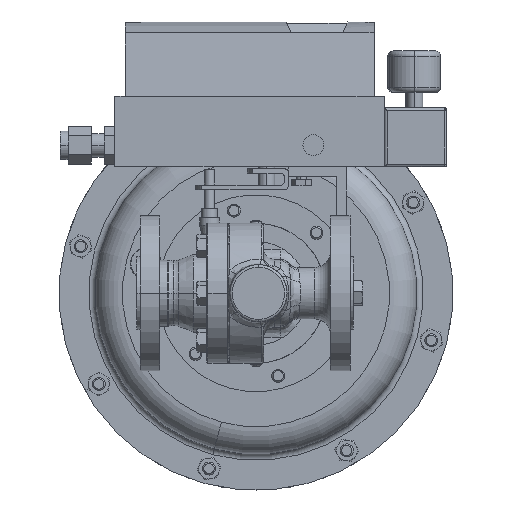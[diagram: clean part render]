
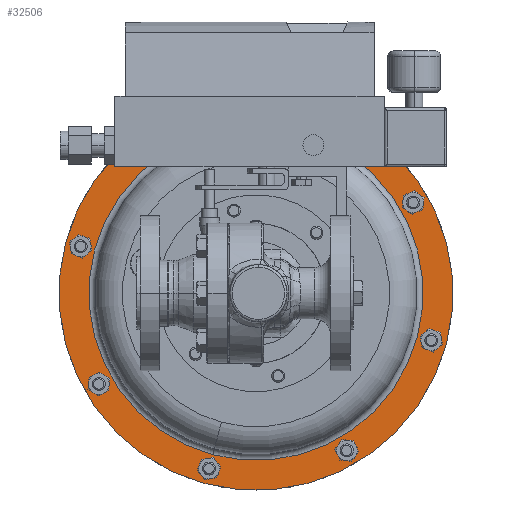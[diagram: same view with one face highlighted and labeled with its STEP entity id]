
A CAD part, front view. The second image highlights one B-rep face of the part: STEP entity #32506.
In plain terms, the highlighted planar face has unit normal (0, -1, 0).
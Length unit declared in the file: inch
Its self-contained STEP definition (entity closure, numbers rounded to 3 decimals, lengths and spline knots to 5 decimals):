
#482 = ORIENTED_EDGE ( 'NONE', *, *, #10928, .T. ) ;
#725 = ORIENTED_EDGE ( 'NONE', *, *, #22402, .F. ) ;
#910 = DIRECTION ( 'NONE',  ( 0., -1., 0. ) ) ;
#991 = EDGE_CURVE ( 'NONE', #33965, #31701, #29259, .T. ) ;
#992 = AXIS2_PLACEMENT_3D ( 'NONE', #13215, #31722, #15877 ) ;
#1114 = ORIENTED_EDGE ( 'NONE', *, *, #991, .T. ) ;
#3164 = FACE_BOUND ( 'NONE', #22320, .T. ) ;
#3295 = AXIS2_PLACEMENT_3D ( 'NONE', #4044, #6680, #22516 ) ;
#4044 = CARTESIAN_POINT ( 'NONE',  ( -0.185, 8.5925, 0. ) ) ;
#5513 = CARTESIAN_POINT ( 'NONE',  ( 1.04439, 8.5925, 4.58815 ) ) ;
#6680 = DIRECTION ( 'NONE',  ( 0., 1., 0. ) ) ;
#8893 = DIRECTION ( 'NONE',  ( 0., 1., 0. ) ) ;
#9723 = CARTESIAN_POINT ( 'NONE',  ( -0.185, 8.5925, 0. ) ) ;
#10082 = AXIS2_PLACEMENT_3D ( 'NONE', #9723, #28248, #12377 ) ;
#10928 = EDGE_CURVE ( 'NONE', #31701, #33965, #17492, .T. ) ;
#12377 = DIRECTION ( 'NONE',  ( -0.259, 0., -0.966 ) ) ;
#13215 = CARTESIAN_POINT ( 'NONE',  ( -0.185, 8.5925, 0. ) ) ;
#15615 = VERTEX_POINT ( 'NONE', #33158 ) ;
#15877 = DIRECTION ( 'NONE',  ( -0.259, 0., -0.966 ) ) ;
#15996 = ORIENTED_EDGE ( 'NONE', *, *, #27540, .F. ) ;
#17492 = CIRCLE ( 'NONE', #992, 4.029 ) ;
#18161 = CARTESIAN_POINT ( 'NONE',  ( -1.22778, 8.5925, -3.89172 ) ) ;
#19387 = DIRECTION ( 'NONE',  ( 0.259, 0., 0.966 ) ) ;
#20898 = CIRCLE ( 'NONE', #32383, 4.75 ) ;
#22320 = EDGE_LOOP ( 'NONE', ( #482, #1114 ) ) ;
#22402 = EDGE_CURVE ( 'NONE', #25064, #15615, #31839, .T. ) ;
#22516 = DIRECTION ( 'NONE',  ( -0.259, 0., -0.966 ) ) ;
#23841 = AXIS2_PLACEMENT_3D ( 'NONE', #29909, #910, #19387 ) ;
#24705 = CARTESIAN_POINT ( 'NONE',  ( -0.185, 8.5925, 0. ) ) ;
#25064 = VERTEX_POINT ( 'NONE', #5513 ) ;
#26836 = CARTESIAN_POINT ( 'NONE',  ( 0.85778, 8.5925, 3.89172 ) ) ;
#27402 = DIRECTION ( 'NONE',  ( -0.259, 0., -0.966 ) ) ;
#27540 = EDGE_CURVE ( 'NONE', #15615, #25064, #20898, .T. ) ;
#28248 = DIRECTION ( 'NONE',  ( 0., 1., 0. ) ) ;
#29211 = EDGE_LOOP ( 'NONE', ( #15996, #725 ) ) ;
#29259 = CIRCLE ( 'NONE', #3295, 4.029 ) ;
#29909 = CARTESIAN_POINT ( 'NONE',  ( -4.77315, 8.5925, 1.22939 ) ) ;
#30456 = FACE_OUTER_BOUND ( 'NONE', #29211, .T. ) ;
#31701 = VERTEX_POINT ( 'NONE', #18161 ) ;
#31722 = DIRECTION ( 'NONE',  ( 0., 1., 0. ) ) ;
#31839 = CIRCLE ( 'NONE', #10082, 4.75 ) ;
#32383 = AXIS2_PLACEMENT_3D ( 'NONE', #24705, #8893, #27402 ) ;
#32506 = ADVANCED_FACE ( 'NONE', ( #3164, #30456 ), #32566, .T. ) ;
#32566 = PLANE ( 'NONE',  #23841 ) ;
#33158 = CARTESIAN_POINT ( 'NONE',  ( -1.41439, 8.5925, -4.58815 ) ) ;
#33965 = VERTEX_POINT ( 'NONE', #26836 ) ;
